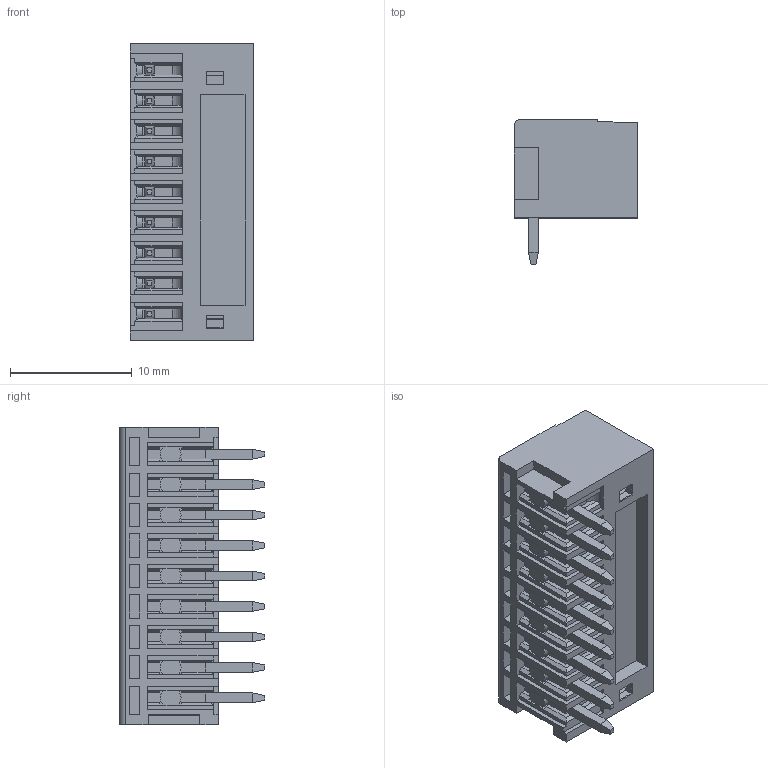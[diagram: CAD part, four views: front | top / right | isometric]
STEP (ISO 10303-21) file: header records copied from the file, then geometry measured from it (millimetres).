
FILE_DESCRIPTION((''),'2;1');
FILE_NAME('TLPHC-006R-17P','2024-09-18T',('sheji'),(''),'PRO/ENGINEER BY PARAMETRIC TECHNOLOGY CORPORATION, 2015240','PRO/ENGINEER BY PARAMETRIC TECHNOLOGY CORPORATION, 2015240','');
FILE_SCHEMA(('CONFIG_CONTROL_DESIGN'));
Length unit declared in the file: millimetre
Products named in the file (1): TLPHC-006R-17P
Bounding box: 10.1 x 11.9 x 24.4 mm (x, y, z)
Volume: 1092.4 mm3; surface area: 2232.6 mm2
Topology: 1 solids, 1 shells, 875 faces, 2316 edges, 1472 vertices
Faces by surface type: plane 766, cylinder 73, cone 36
Entity records: 26521 total; most frequent: CARTESIAN_POINT 4752, ORIENTED_EDGE 4632, DIRECTION 4257, EDGE_CURVE 2316, VECTOR 2071, LINE 2071, VERTEX_POINT 1472, AXIS2_PLACEMENT_3D 1093
